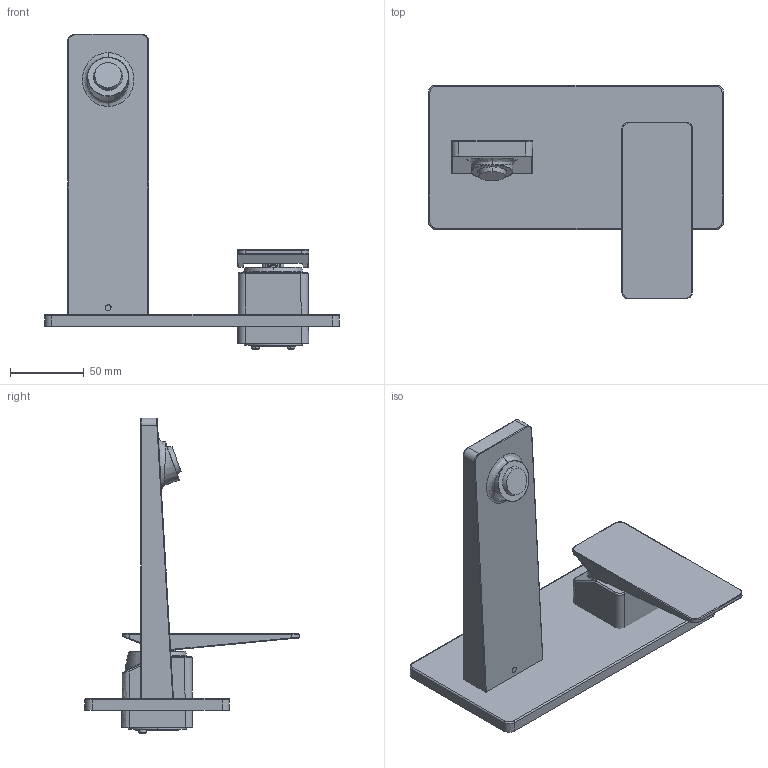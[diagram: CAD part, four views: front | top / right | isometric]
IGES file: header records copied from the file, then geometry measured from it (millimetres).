
Start section:  PTC IGES file: a42394_iges.igs
Global section: file name: a42394_iges.igs; native system: Creo Parametric by Parametric Technology Corporation; preprocessor: 2013410; author: dogantufan.cirakoglu; organization: Unknown; date: 20140909.153320; units: millimetre
Bounding box: 200 x 145.17 x 214 mm (x, y, z)
Surface area: 107317 mm2 (no closed solid volume)
Topology: 0 solids, 13 shells, 198 faces, 505 edges, 317 vertices
Faces by surface type: revolution 121, bspline 77
